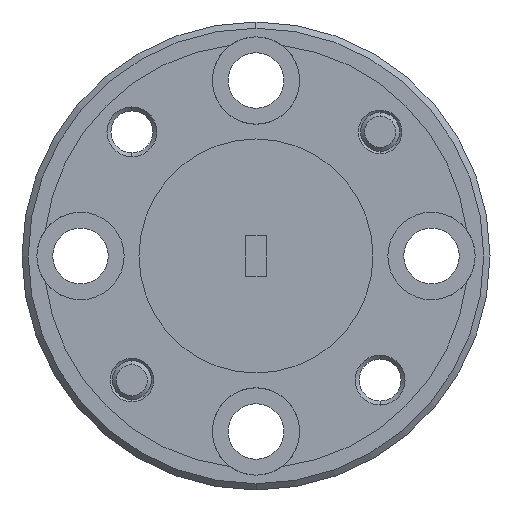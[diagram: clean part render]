
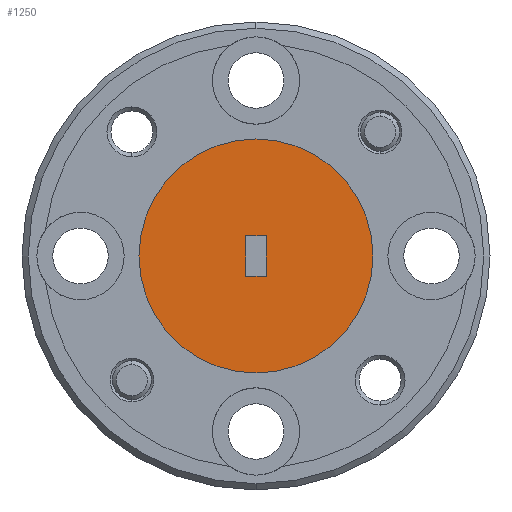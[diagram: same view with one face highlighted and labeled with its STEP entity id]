
A CAD part, left-side view. The second image highlights one B-rep face of the part: STEP entity #1250.
In plain terms, the highlighted planar face has unit normal (-1, 0, 0).
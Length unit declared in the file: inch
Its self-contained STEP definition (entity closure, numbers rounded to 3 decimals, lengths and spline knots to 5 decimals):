
#17 = EDGE_CURVE ( 'NONE', #2103, #2323, #1595, .T. ) ;
#18 = AXIS2_PLACEMENT_3D ( 'NONE', #44, #2347, #1976 ) ;
#44 = CARTESIAN_POINT ( 'NONE',  ( -3.12498, 0.02685, 1.39463 ) ) ;
#93 = CARTESIAN_POINT ( 'NONE',  ( -3.12498, 0.0431, 1.42713 ) ) ;
#139 = DIRECTION ( 'NONE',  ( -1., 0., 0. ) ) ;
#208 = VERTEX_POINT ( 'NONE', #2226 ) ;
#215 = AXIS2_PLACEMENT_3D ( 'NONE', #926, #139, #1620 ) ;
#346 = ORIENTED_EDGE ( 'NONE', *, *, #1831, .T. ) ;
#347 = FACE_OUTER_BOUND ( 'NONE', #711, .T. ) ;
#381 = CARTESIAN_POINT ( 'NONE',  ( -3.12498, 0.0106, 1.36213 ) ) ;
#430 = LINE ( 'NONE', #1160, #455 ) ;
#455 = VECTOR ( 'NONE', #1688, 39.37008 ) ;
#561 = VECTOR ( 'NONE', #2432, 39.37008 ) ;
#593 = EDGE_CURVE ( 'NONE', #1317, #2103, #923, .T. ) ;
#711 = EDGE_LOOP ( 'NONE', ( #974, #346 ) ) ;
#866 = ORIENTED_EDGE ( 'NONE', *, *, #17, .F. ) ;
#902 = LINE ( 'NONE', #2401, #2094 ) ;
#915 = VECTOR ( 'NONE', #1191, 39.37008 ) ;
#923 = LINE ( 'NONE', #381, #561 ) ;
#926 = CARTESIAN_POINT ( 'NONE',  ( -3.12498, 0.02685, 1.39463 ) ) ;
#974 = ORIENTED_EDGE ( 'NONE', *, *, #1226, .T. ) ;
#1094 = ORIENTED_EDGE ( 'NONE', *, *, #1549, .F. ) ;
#1154 = CARTESIAN_POINT ( 'NONE',  ( -3.12498, 0.02685, 1.39463 ) ) ;
#1160 = CARTESIAN_POINT ( 'NONE',  ( -3.12498, 0.0431, 1.36213 ) ) ;
#1191 = DIRECTION ( 'NONE',  ( 0., 1., 0. ) ) ;
#1226 = EDGE_CURVE ( 'NONE', #2345, #208, #2045, .T. ) ;
#1250 = ADVANCED_FACE ( 'NONE', ( #1847, #347 ), #2037, .T. ) ;
#1281 = CARTESIAN_POINT ( 'NONE',  ( -3.12498, 0.0106, 1.36213 ) ) ;
#1317 = VERTEX_POINT ( 'NONE', #1281 ) ;
#1324 = CARTESIAN_POINT ( 'NONE',  ( -3.12498, 0.0431, 1.36213 ) ) ;
#1530 = ORIENTED_EDGE ( 'NONE', *, *, #2160, .F. ) ;
#1549 = EDGE_CURVE ( 'NONE', #1559, #1317, #902, .T. ) ;
#1559 = VERTEX_POINT ( 'NONE', #1324 ) ;
#1595 = LINE ( 'NONE', #2367, #915 ) ;
#1620 = DIRECTION ( 'NONE',  ( 0., 0., 1. ) ) ;
#1623 = CARTESIAN_POINT ( 'NONE',  ( -3.12498, 0.0106, 1.42713 ) ) ;
#1688 = DIRECTION ( 'NONE',  ( 0., 0., -1. ) ) ;
#1738 = DIRECTION ( 'NONE',  ( -1., 0., 0. ) ) ;
#1762 = CARTESIAN_POINT ( 'NONE',  ( -3.12498, 0.02685, 1.58213 ) ) ;
#1790 = CIRCLE ( 'NONE', #1836, 0.1875 ) ;
#1831 = EDGE_CURVE ( 'NONE', #208, #2345, #1790, .T. ) ;
#1836 = AXIS2_PLACEMENT_3D ( 'NONE', #1154, #1738, #1915 ) ;
#1847 = FACE_BOUND ( 'NONE', #2335, .T. ) ;
#1906 = ORIENTED_EDGE ( 'NONE', *, *, #593, .F. ) ;
#1915 = DIRECTION ( 'NONE',  ( 0., 0., 1. ) ) ;
#1976 = DIRECTION ( 'NONE',  ( 0., 0., 1. ) ) ;
#2037 = PLANE ( 'NONE',  #215 ) ;
#2045 = CIRCLE ( 'NONE', #18, 0.1875 ) ;
#2094 = VECTOR ( 'NONE', #2412, 39.37008 ) ;
#2103 = VERTEX_POINT ( 'NONE', #1623 ) ;
#2160 = EDGE_CURVE ( 'NONE', #2323, #1559, #430, .T. ) ;
#2226 = CARTESIAN_POINT ( 'NONE',  ( -3.12498, 0.02685, 1.20713 ) ) ;
#2323 = VERTEX_POINT ( 'NONE', #93 ) ;
#2335 = EDGE_LOOP ( 'NONE', ( #1094, #1530, #866, #1906 ) ) ;
#2345 = VERTEX_POINT ( 'NONE', #1762 ) ;
#2347 = DIRECTION ( 'NONE',  ( -1., 0., 0. ) ) ;
#2367 = CARTESIAN_POINT ( 'NONE',  ( -3.12498, 0.0431, 1.42713 ) ) ;
#2401 = CARTESIAN_POINT ( 'NONE',  ( -3.12498, 0.0431, 1.36213 ) ) ;
#2412 = DIRECTION ( 'NONE',  ( 0., -1., 0. ) ) ;
#2432 = DIRECTION ( 'NONE',  ( 0., 0., 1. ) ) ;
